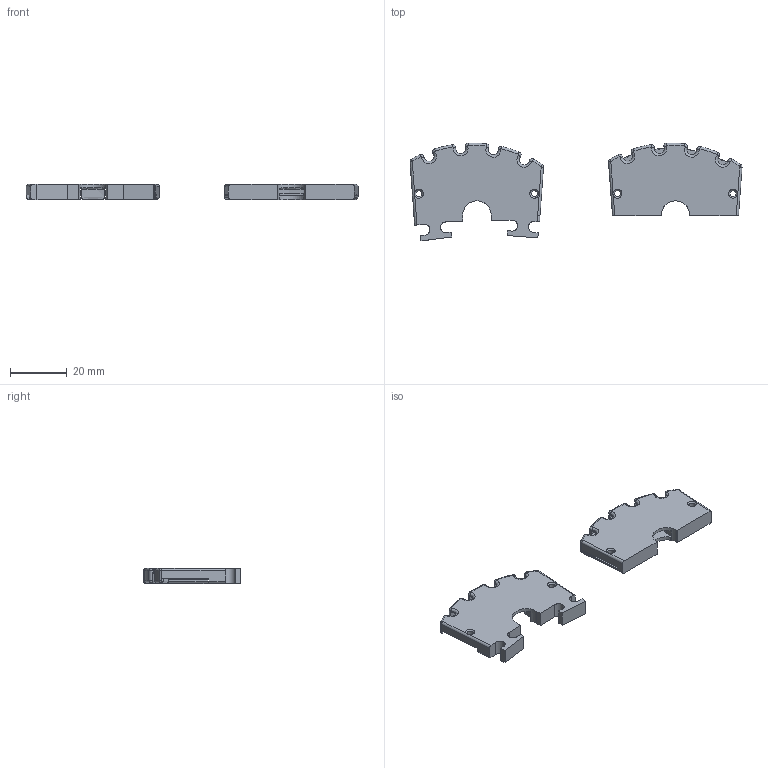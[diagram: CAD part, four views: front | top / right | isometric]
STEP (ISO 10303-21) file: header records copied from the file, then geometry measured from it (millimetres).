
FILE_DESCRIPTION(/* description */ (''),/* implementation_level */ '2;1');
FILE_NAME(/* name */ 'kakuhomaru-case.step.step',/* time_stamp */ '2024-05-13T00:21:10+02:00',/* author */ (''),/* organization */ (''),/* preprocessor_version */ 'ST-DEVELOPER v20',/* originating_system */ 'Autodesk Translation Framework v12.20.1.177',/* authorisation */ '');
FILE_SCHEMA (('AUTOMOTIVE_DESIGN { 1 0 10303 214 3 1 1 }'));
Length unit declared in the file: millimetre
Products named in the file (1): PCBPickUp
Bounding box: 117.06 x 34.49 x 5.3 mm (x, y, z)
Volume: 6810.9 mm3; surface area: 9418.4 mm2
Topology: 4 solids, 4 shells, 378 faces, 1047 edges, 674 vertices
Faces by surface type: cylinder 157, plane 127, bspline 46, torus 42, cone 6
Full cylindrical faces by diameter (mm): 2.2 x6
Entity records: 13497 total; most frequent: CARTESIAN_POINT 3682, ORIENTED_EDGE 2094, DIRECTION 2091, EDGE_CURVE 1047, AXIS2_PLACEMENT_3D 795, VERTEX_POINT 674, LINE 501, VECTOR 501
